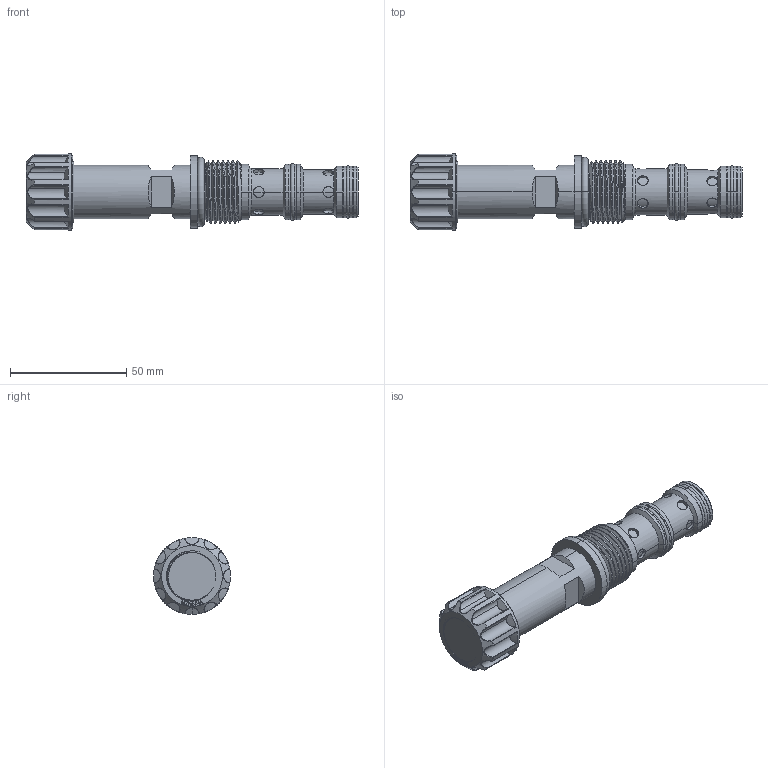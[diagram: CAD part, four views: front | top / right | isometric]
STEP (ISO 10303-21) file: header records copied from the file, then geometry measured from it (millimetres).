
FILE_DESCRIPTION (( 'STEP AP203' ), '1' );
FILE_NAME ('PFR12W3G-N.STEP', '2024-06-06T00:36:44', ( '' ), ( '' ), 'SwSTEP 2.0', 'SolidWorks 2018', '' );
FILE_SCHEMA (( 'CONFIG_CONTROL_DESIGN' ));
Length unit declared in the file: millimetre
Products named in the file (1): PFR12W3G-N
Bounding box: 142.85 x 33.1 x 33.1 mm (x, y, z)
Volume: 63996.2 mm3; surface area: 15775.1 mm2
Topology: 1 solids, 1 shells, 379 faces, 901 edges, 563 vertices
Faces by surface type: cylinder 165, plane 103, cone 37, bspline 26, torus 24, sphere 24
Entity records: 19190 total; most frequent: CARTESIAN_POINT 10758, ORIENTED_EDGE 1802, DIRECTION 1643, EDGE_CURVE 901, AXIS2_PLACEMENT_3D 624, VERTEX_POINT 563, EDGE_LOOP 418, LINE 395
